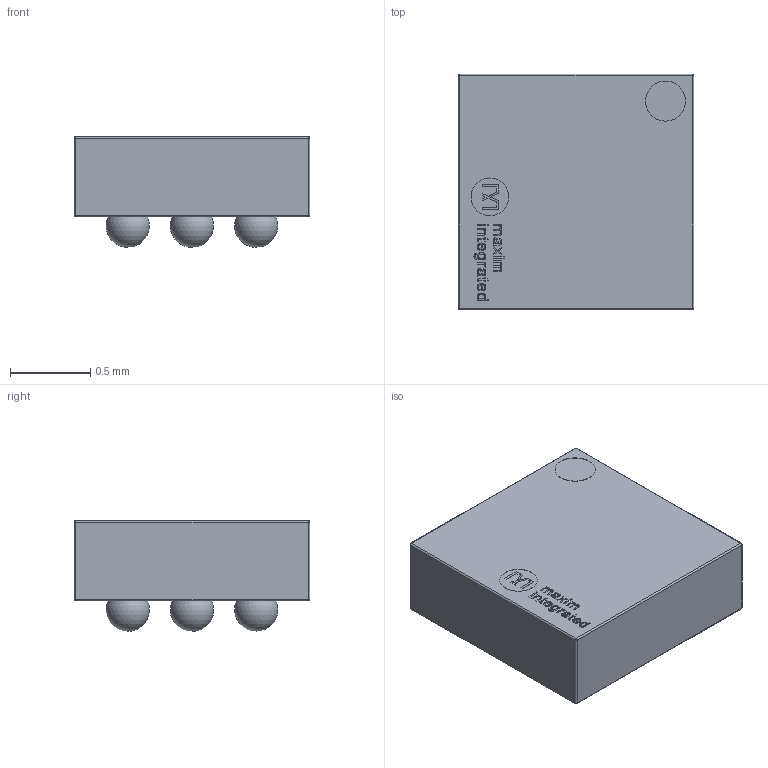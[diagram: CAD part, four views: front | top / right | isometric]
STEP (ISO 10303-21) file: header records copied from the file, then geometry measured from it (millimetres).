
FILE_DESCRIPTION(/* description */ (''),/* implementation_level */ '2;1');
FILE_NAME(/* name */ 'BGA9.stp',/* time_stamp */ '2019-07-08T19:34:12+02:00',/* author */ ('khaled'),/* organization */ (''),/* preprocessor_version */ 'ST-DEVELOPER v17.2',/* originating_system */ 'Autodesk Inventor 2019',/* authorisation */ '');
FILE_SCHEMA (('AUTOMOTIVE_DESIGN { 1 0 10303 214 3 1 1 }'));
Length unit declared in the file: millimetre
Products named in the file (5): Assembly1; BGA_body; BGA_Ball; circle; logo002
Assembly tree (12 placements, depth 2):
  Assembly1
    BGA_body
    BGA_Ball  x9
    circle
    logo002
Bounding box: 1.47 x 1.47 x 0.69 mm (x, y, z)
Volume: 1.2 mm3; surface area: 9.3 mm2
Topology: 29 solids, 29 shells, 427 faces, 1119 edges, 741 vertices
Faces by surface type: bspline 210, plane 186, sphere 17, cylinder 14
Full cylindrical faces by diameter (mm): 0.235 x1, 0.25 x1
Entity records: 13150 total; most frequent: CARTESIAN_POINT 4121, ORIENTED_EDGE 2172, DIRECTION 1133, EDGE_CURVE 1086, VERTEX_POINT 717, LINE 635, VECTOR 635, EDGE_LOOP 427
